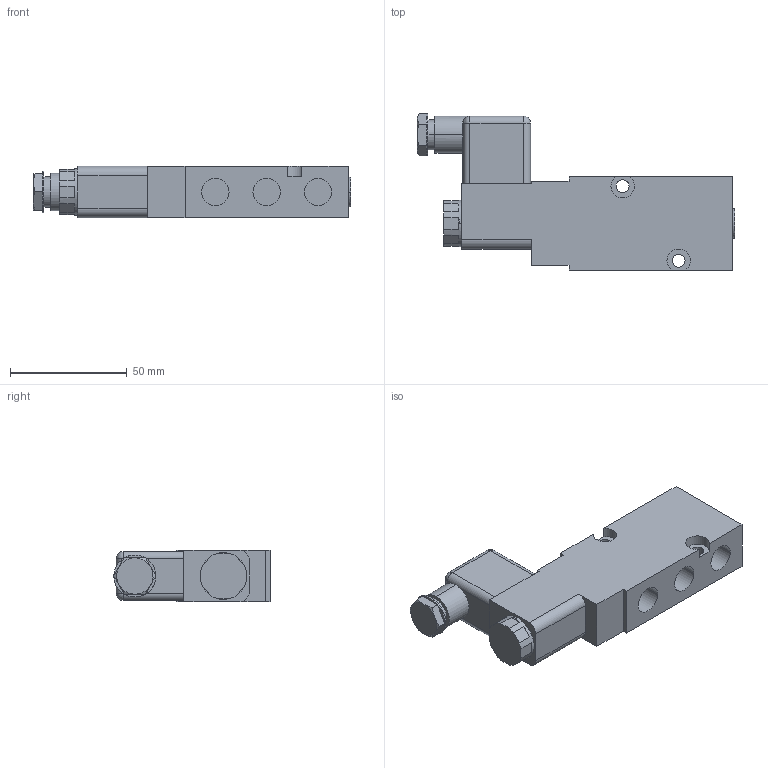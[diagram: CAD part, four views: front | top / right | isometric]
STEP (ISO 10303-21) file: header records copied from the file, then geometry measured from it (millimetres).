
FILE_DESCRIPTION((''),'2;1');
FILE_NAME('','2012-10-18T',(''),(''),'PRO/ENGINEER BY PARAMETRIC TECHNOLOGY CORPORATION, 2001360','PRO/ENGINEER BY PARAMETRIC TECHNOLOGY CORPORATION, 2001360','');
FILE_SCHEMA(('CONFIG_CONTROL_DESIGN'));
Length unit declared in the file: millimetre
Bounding box: 136 x 67 x 22 mm (x, y, z)
Volume: 109509.2 mm3; surface area: 22145.5 mm2
Topology: 1 solids, 2 shells, 142 faces, 342 edges, 221 vertices
Faces by surface type: plane 78, cylinder 57, sphere 4, cone 3
Entity records: 4230 total; most frequent: CARTESIAN_POINT 771, DIRECTION 755, ORIENTED_EDGE 676, EDGE_CURVE 338, AXIS2_PLACEMENT_3D 290, VERTEX_POINT 221, VECTOR 175, LINE 175
